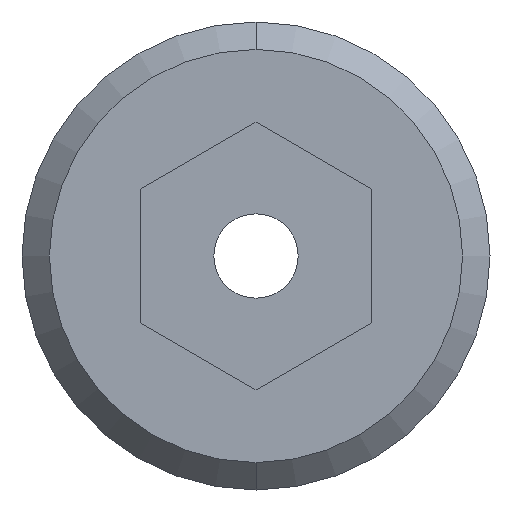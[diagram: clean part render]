
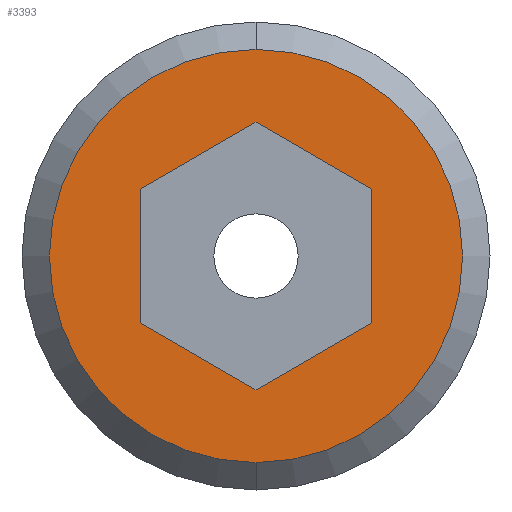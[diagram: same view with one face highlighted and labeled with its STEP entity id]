
A CAD part, left-side view. The second image highlights one B-rep face of the part: STEP entity #3393.
In plain terms, the highlighted planar face has unit normal (-1, 0, 0).
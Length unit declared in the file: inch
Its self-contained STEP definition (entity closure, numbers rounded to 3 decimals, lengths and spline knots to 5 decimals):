
#1450=CARTESIAN_POINT('',(-0.136,0.,0.));
#1451=DIRECTION('',(-1.,0.,0.));
#1452=DIRECTION('',(0.,1.,0.));
#1453=AXIS2_PLACEMENT_3D('',#1450,#1451,#1452);
#1468=DIRECTION('',(0.,0.5,0.866));
#1469=VECTOR('',#1468,0.06351);
#1470=CARTESIAN_POINT('',(-0.136,0.03175,-0.055));
#1471=LINE('',#1470,#1469);
#1472=DIRECTION('',(0.,1.,0.));
#1473=VECTOR('',#1472,0.06351);
#1474=CARTESIAN_POINT('',(-0.136,-0.03175,-0.055));
#1475=LINE('',#1474,#1473);
#1476=DIRECTION('',(0.,0.5,-0.866));
#1477=VECTOR('',#1476,0.06351);
#1478=CARTESIAN_POINT('',(-0.136,-0.06351,0.));
#1479=LINE('',#1478,#1477);
#1480=DIRECTION('',(0.,-0.5,-0.866));
#1481=VECTOR('',#1480,0.06351);
#1482=CARTESIAN_POINT('',(-0.136,-0.03175,0.055));
#1483=LINE('',#1482,#1481);
#1484=DIRECTION('',(0.,-1.,0.));
#1485=VECTOR('',#1484,0.06351);
#1486=CARTESIAN_POINT('',(-0.136,0.03175,0.055));
#1487=LINE('',#1486,#1485);
#1488=DIRECTION('',(0.,-0.5,0.866));
#1489=VECTOR('',#1488,0.06351);
#1490=CARTESIAN_POINT('',(-0.136,0.06351,0.));
#1491=LINE('',#1490,#1489);
#1492=CARTESIAN_POINT('',(-0.136,0.,0.));
#1493=DIRECTION('',(1.,0.,0.));
#1494=DIRECTION('',(0.,1.,0.));
#1495=AXIS2_PLACEMENT_3D('',#1492,#1493,#1494);
#1620=CARTESIAN_POINT('',(-0.136,0.098,0.));
#1621=CARTESIAN_POINT('',(-0.136,-0.098,0.));
#1622=VERTEX_POINT('',#1620);
#1623=VERTEX_POINT('',#1621);
#1640=CARTESIAN_POINT('',(-0.136,0.03175,-0.055));
#1641=CARTESIAN_POINT('',(-0.136,0.06351,0.));
#1642=VERTEX_POINT('',#1640);
#1643=VERTEX_POINT('',#1641);
#1644=CARTESIAN_POINT('',(-0.136,-0.03175,-0.055));
#1645=VERTEX_POINT('',#1644);
#1646=CARTESIAN_POINT('',(-0.136,-0.06351,0.));
#1647=VERTEX_POINT('',#1646);
#1648=CARTESIAN_POINT('',(-0.136,-0.03175,0.055));
#1649=VERTEX_POINT('',#1648);
#1650=CARTESIAN_POINT('',(-0.136,0.03175,0.055));
#1651=VERTEX_POINT('',#1650);
#3369=CARTESIAN_POINT('',(-0.136,0.,0.));
#3370=DIRECTION('',(1.,0.,0.));
#3371=DIRECTION('',(0.,-1.,0.));
#3372=AXIS2_PLACEMENT_3D('',#3369,#3370,#3371);
#3373=PLANE('',#3372);
#3374=ORIENTED_EDGE('',*,*,#3359,.F.);
#3376=ORIENTED_EDGE('',*,*,#3375,.T.);
#3377=EDGE_LOOP('',(#3374,#3376));
#3378=FACE_OUTER_BOUND('',#3377,.F.);
#3380=ORIENTED_EDGE('',*,*,#3379,.F.);
#3382=ORIENTED_EDGE('',*,*,#3381,.F.);
#3384=ORIENTED_EDGE('',*,*,#3383,.F.);
#3386=ORIENTED_EDGE('',*,*,#3385,.F.);
#3388=ORIENTED_EDGE('',*,*,#3387,.F.);
#3390=ORIENTED_EDGE('',*,*,#3389,.F.);
#3391=EDGE_LOOP('',(#3380,#3382,#3384,#3386,#3388,#3390));
#3392=FACE_BOUND('',#3391,.F.);
#1454=CIRCLE('',#1453,0.098);
#1496=CIRCLE('',#1495,0.098);
#3359=EDGE_CURVE('',#1622,#1623,#1454,.T.);
#3375=EDGE_CURVE('',#1622,#1623,#1496,.T.);
#3379=EDGE_CURVE('',#1642,#1643,#1471,.T.);
#3381=EDGE_CURVE('',#1645,#1642,#1475,.T.);
#3383=EDGE_CURVE('',#1647,#1645,#1479,.T.);
#3385=EDGE_CURVE('',#1649,#1647,#1483,.T.);
#3387=EDGE_CURVE('',#1651,#1649,#1487,.T.);
#3389=EDGE_CURVE('',#1643,#1651,#1491,.T.);
#3393=ADVANCED_FACE('',(#3378,#3392),#3373,.F.);
